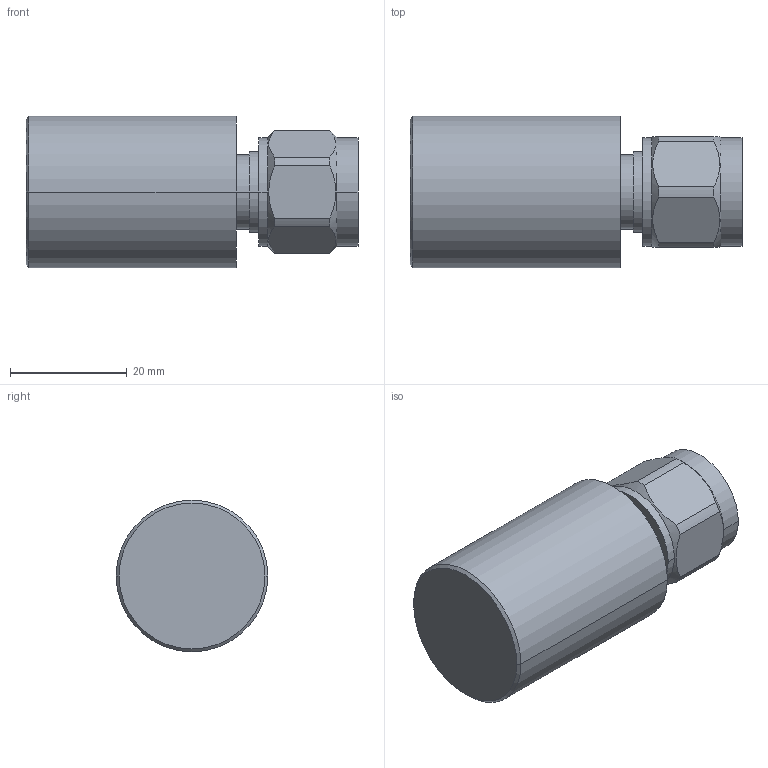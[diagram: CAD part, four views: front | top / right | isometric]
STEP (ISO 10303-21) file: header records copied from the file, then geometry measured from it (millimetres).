
FILE_DESCRIPTION (( 'STEP AP214' ), '1' );
FILE_NAME ('FMTR1184_3D.step', '2024-02-13T20:12:45', ( '' ), ( '' ), 'SwSTEP 2.0', 'SolidWorks 2022', '' );
FILE_SCHEMA (( 'AUTOMOTIVE_DESIGN' ));
Length unit declared in the file: inch
Products named in the file (4): wj-0270-A^TR1184 - L10-6-NM(2)_FMTR1184; FMTR1184_3D; JT-0053-B^TR1184 - L10-6-NM(2)_FMTR1184; TR1184 - L10-6-NM(2)^FMTR1184
Assembly tree (3 placements, depth 3):
  FMTR1184_3D
    TR1184 - L10-6-NM(2)^FMTR1184
      wj-0270-A^TR1184 - L10-6-NM(2)_FMTR1184
      JT-0053-B^TR1184 - L10-6-NM(2)_FMTR1184
Bounding box: 56.9 x 26 x 26 mm (x, y, z)
Volume: 23590.9 mm3; surface area: 6390.4 mm2
Topology: 2 solids, 2 shells, 54 faces, 120 edges, 75 vertices
Faces by surface type: cylinder 26, plane 16, cone 8, torus 2, sphere 2
Entity records: 2058 total; most frequent: CARTESIAN_POINT 704, DIRECTION 284, ORIENTED_EDGE 234, AXIS2_PLACEMENT_3D 122, EDGE_CURVE 117, VERTEX_POINT 74, CIRCLE 61, EDGE_LOOP 61
